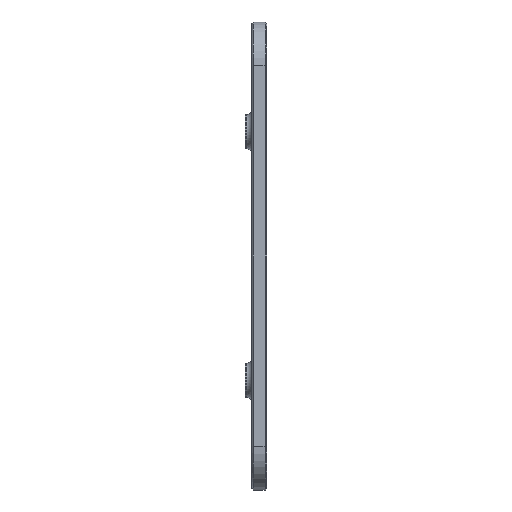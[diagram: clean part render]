
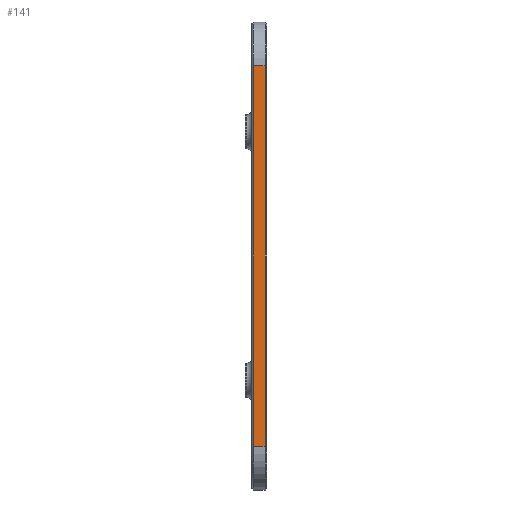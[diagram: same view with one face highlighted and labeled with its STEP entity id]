
A CAD part, left-side view. The second image highlights one B-rep face of the part: STEP entity #141.
In plain terms, the highlighted planar face has unit normal (-1, 0, 0).
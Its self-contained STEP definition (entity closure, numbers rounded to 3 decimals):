
#141 = ADVANCED_FACE ( 'NONE', ( #11770 ), #6774, .F. ) ;
#323 = CARTESIAN_POINT ( 'NONE',  ( 0., 0.5, -145. ) ) ;
#467 = AXIS2_PLACEMENT_3D ( 'NONE', #6889, #3651, #20394 ) ;
#471 = CARTESIAN_POINT ( 'NONE',  ( 0., 4.5, -145. ) ) ;
#828 = DIRECTION ( 'NONE',  ( 0., 0., 1. ) ) ;
#1664 = CARTESIAN_POINT ( 'NONE',  ( 0., 4.5, -15. ) ) ;
#2454 = DIRECTION ( 'NONE',  ( 0., -1., 0. ) ) ;
#2606 = CARTESIAN_POINT ( 'NONE',  ( 0., 0.5, -15. ) ) ;
#2621 = CARTESIAN_POINT ( 'NONE',  ( 0., 0.5, -15. ) ) ;
#3249 = EDGE_CURVE ( 'NONE', #12210, #21597, #19423, .T. ) ;
#3651 = DIRECTION ( 'NONE',  ( 1., 0., 0. ) ) ;
#4562 = ORIENTED_EDGE ( 'NONE', *, *, #8533, .T. ) ;
#5193 = ORIENTED_EDGE ( 'NONE', *, *, #15112, .T. ) ;
#5377 = VECTOR ( 'NONE', #22080, 1000. ) ;
#6193 = EDGE_LOOP ( 'NONE', ( #19663, #15404, #5193, #4562 ) ) ;
#6774 = PLANE ( 'NONE',  #467 ) ;
#6889 = CARTESIAN_POINT ( 'NONE',  ( 0., 5., -145. ) ) ;
#8024 = CARTESIAN_POINT ( 'NONE',  ( 0., 5., -145. ) ) ;
#8386 = VECTOR ( 'NONE', #12691, 1000. ) ;
#8533 = EDGE_CURVE ( 'NONE', #16518, #15849, #18211, .T. ) ;
#9355 = VECTOR ( 'NONE', #828, 1000. ) ;
#11770 = FACE_OUTER_BOUND ( 'NONE', #6193, .T. ) ;
#12210 = VERTEX_POINT ( 'NONE', #1664 ) ;
#12592 = LINE ( 'NONE', #12799, #17479 ) ;
#12691 = DIRECTION ( 'NONE',  ( 0., 0., -1. ) ) ;
#12799 = CARTESIAN_POINT ( 'NONE',  ( 0., 5., -15. ) ) ;
#13356 = LINE ( 'NONE', #8024, #5377 ) ;
#14921 = EDGE_CURVE ( 'NONE', #12210, #15849, #12592, .T. ) ;
#15112 = EDGE_CURVE ( 'NONE', #21597, #16518, #13356, .T. ) ;
#15404 = ORIENTED_EDGE ( 'NONE', *, *, #3249, .T. ) ;
#15568 = CARTESIAN_POINT ( 'NONE',  ( 0., 4.5, -145. ) ) ;
#15849 = VERTEX_POINT ( 'NONE', #2621 ) ;
#16518 = VERTEX_POINT ( 'NONE', #323 ) ;
#17479 = VECTOR ( 'NONE', #2454, 1000. ) ;
#18211 = LINE ( 'NONE', #2606, #9355 ) ;
#19423 = LINE ( 'NONE', #471, #8386 ) ;
#19663 = ORIENTED_EDGE ( 'NONE', *, *, #14921, .F. ) ;
#20394 = DIRECTION ( 'NONE',  ( 0., 0., -1. ) ) ;
#21597 = VERTEX_POINT ( 'NONE', #15568 ) ;
#22080 = DIRECTION ( 'NONE',  ( 0., -1., 0. ) ) ;
